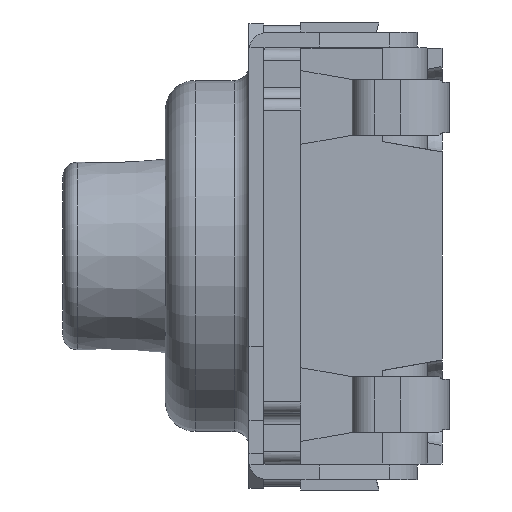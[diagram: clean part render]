
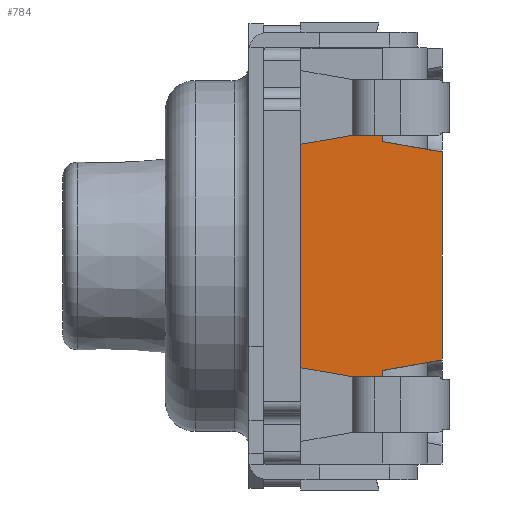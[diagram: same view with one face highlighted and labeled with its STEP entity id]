
A CAD part, left-side view. The second image highlights one B-rep face of the part: STEP entity #784.
In plain terms, the highlighted planar face has unit normal (-1, 0, 0).
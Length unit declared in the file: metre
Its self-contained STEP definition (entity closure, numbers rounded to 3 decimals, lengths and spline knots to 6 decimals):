
#784 = ADVANCED_FACE( '', ( #1569 ), #1570, .T. );
#1569 = FACE_OUTER_BOUND( '', #2345, .T. );
#1570 = PLANE( '', #2346 );
#2345 = EDGE_LOOP( '', ( #4896, #4897, #4898, #4899, #4900, #4901, #4902, #4903, #4904, #4905, #4906, #4907 ) );
#2346 = AXIS2_PLACEMENT_3D( '', #4908, #4909, #4910 );
#4896 = ORIENTED_EDGE( '', *, *, #6055, .F. );
#4897 = ORIENTED_EDGE( '', *, *, #5678, .F. );
#4898 = ORIENTED_EDGE( '', *, *, #5279, .F. );
#4899 = ORIENTED_EDGE( '', *, *, #5808, .T. );
#4900 = ORIENTED_EDGE( '', *, *, #5854, .F. );
#4901 = ORIENTED_EDGE( '', *, *, #5688, .T. );
#4902 = ORIENTED_EDGE( '', *, *, #6056, .T. );
#4903 = ORIENTED_EDGE( '', *, *, #6052, .F. );
#4904 = ORIENTED_EDGE( '', *, *, #6020, .T. );
#4905 = ORIENTED_EDGE( '', *, *, #5968, .F. );
#4906 = ORIENTED_EDGE( '', *, *, #5301, .T. );
#4907 = ORIENTED_EDGE( '', *, *, #5863, .F. );
#4908 = CARTESIAN_POINT( '', ( -0.00315, 0.00069, 0.0028 ) );
#4909 = DIRECTION( '', ( -1., 0., 0. ) );
#4910 = DIRECTION( '', ( 0., 0., 1. ) );
#5279 = EDGE_CURVE( '', #6966, #6969, #6970, .T. );
#5301 = EDGE_CURVE( '', #6997, #7004, #7006, .T. );
#5678 = EDGE_CURVE( '', #6969, #7591, #7592, .T. );
#5688 = EDGE_CURVE( '', #7604, #7605, #7606, .T. );
#5808 = EDGE_CURVE( '', #6966, #7764, #7767, .T. );
#5854 = EDGE_CURVE( '', #7604, #7764, #7823, .T. );
#5863 = EDGE_CURVE( '', #7834, #7004, #7835, .T. );
#5968 = EDGE_CURVE( '', #6997, #7965, #7966, .T. );
#6020 = EDGE_CURVE( '', #8021, #7965, #8022, .T. );
#6052 = EDGE_CURVE( '', #8021, #8054, #8055, .T. );
#6055 = EDGE_CURVE( '', #7591, #7834, #8058, .T. );
#6056 = EDGE_CURVE( '', #7605, #8054, #8059, .T. );
#6966 = VERTEX_POINT( '', #9234 );
#6969 = VERTEX_POINT( '', #9238 );
#6970 = LINE( '', #9239, #9240 );
#6997 = VERTEX_POINT( '', #9279 );
#7004 = VERTEX_POINT( '', #9289 );
#7006 = LINE( '', #9299, #9300 );
#7591 = VERTEX_POINT( '', #10145 );
#7592 = LINE( '', #10146, #10147 );
#7604 = VERTEX_POINT( '', #10164 );
#7605 = VERTEX_POINT( '', #10165 );
#7606 = LINE( '', #10166, #10167 );
#7764 = VERTEX_POINT( '', #10392 );
#7767 = LINE( '', #10396, #10397 );
#7823 = LINE( '', #10487, #10488 );
#7834 = VERTEX_POINT( '', #10504 );
#7835 = LINE( '', #10505, #10506 );
#7965 = VERTEX_POINT( '', #10704 );
#7966 = LINE( '', #10705, #10706 );
#8021 = VERTEX_POINT( '', #10783 );
#8022 = LINE( '', #10784, #10785 );
#8054 = VERTEX_POINT( '', #10831 );
#8055 = LINE( '', #10832, #10833 );
#8058 = LINE( '', #10837, #10838 );
#8059 = LINE( '', #10839, #10840 );
#9234 = CARTESIAN_POINT( '', ( -0.00315, 0.00069, 0.001503 ) );
#9238 = CARTESIAN_POINT( '', ( -0.00315, 0., 0.001625 ) );
#9239 = CARTESIAN_POINT( '', ( -0.00315, 0.00069, 0.001503 ) );
#9240 = VECTOR( '', #11258, 1. );
#9279 = CARTESIAN_POINT( '', ( -0.00315, -0.00121, 0.0014 ) );
#9289 = CARTESIAN_POINT( '', ( -0.00315, -0.00041, 0.001541 ) );
#9299 = CARTESIAN_POINT( '', ( -0.00315, -0.00121, 0.0014 ) );
#9300 = VECTOR( '', #11277, 1. );
#10145 = CARTESIAN_POINT( '', ( -0.00315, -0.000004, 0.001625 ) );
#10146 = CARTESIAN_POINT( '', ( -0.00315, 0., 0.001625 ) );
#10147 = VECTOR( '', #11654, 1. );
#10164 = CARTESIAN_POINT( '', ( -0.00315, 0., -0.001625 ) );
#10165 = CARTESIAN_POINT( '', ( -0.00315, -0.000004, -0.001625 ) );
#10166 = CARTESIAN_POINT( '', ( -0.00315, 0., -0.001625 ) );
#10167 = VECTOR( '', #11663, 1. );
#10392 = CARTESIAN_POINT( '', ( -0.00315, 0.00069, -0.001503 ) );
#10396 = CARTESIAN_POINT( '', ( -0.00315, 0.00069, 0.001503 ) );
#10397 = VECTOR( '', #11792, 1. );
#10487 = CARTESIAN_POINT( '', ( -0.00315, 0., -0.001625 ) );
#10488 = VECTOR( '', #11833, 1. );
#10504 = CARTESIAN_POINT( '', ( -0.00315, -0.00041, 0.001625 ) );
#10505 = CARTESIAN_POINT( '', ( -0.00315, -0.00041, 0.001625 ) );
#10506 = VECTOR( '', #11839, 1. );
#10704 = CARTESIAN_POINT( '', ( -0.00315, -0.00121, -0.0014 ) );
#10705 = CARTESIAN_POINT( '', ( -0.00315, -0.00121, 0.0014 ) );
#10706 = VECTOR( '', #11929, 1. );
#10783 = CARTESIAN_POINT( '', ( -0.00315, -0.00041, -0.001541 ) );
#10784 = CARTESIAN_POINT( '', ( -0.00315, -0.00041, -0.001541 ) );
#10785 = VECTOR( '', #11967, 1. );
#10831 = CARTESIAN_POINT( '', ( -0.00315, -0.00041, -0.001625 ) );
#10832 = CARTESIAN_POINT( '', ( -0.00315, -0.00041, -0.001541 ) );
#10833 = VECTOR( '', #11974, 1. );
#10837 = CARTESIAN_POINT( '', ( -0.00315, -0.000004, 0.001625 ) );
#10838 = VECTOR( '', #11976, 1. );
#10839 = CARTESIAN_POINT( '', ( -0.00315, -0.0003, -0.001625 ) );
#10840 = VECTOR( '', #11977, 1. );
#11258 = DIRECTION( '', ( 0., -0.985, 0.174 ) );
#11277 = DIRECTION( '', ( 0., 0.985, 0.174 ) );
#11654 = DIRECTION( '', ( 0., -1., 0. ) );
#11663 = DIRECTION( '', ( 0., -1., 0. ) );
#11792 = DIRECTION( '', ( 0., 0., -1. ) );
#11833 = DIRECTION( '', ( 0., 0.985, 0.174 ) );
#11839 = DIRECTION( '', ( 0., 0., -1. ) );
#11929 = DIRECTION( '', ( 0., 0., -1. ) );
#11967 = DIRECTION( '', ( 0., -0.985, 0.174 ) );
#11974 = DIRECTION( '', ( 0., 0., -1. ) );
#11976 = DIRECTION( '', ( 0., -1., 0. ) );
#11977 = DIRECTION( '', ( 0., -1., 0. ) );
